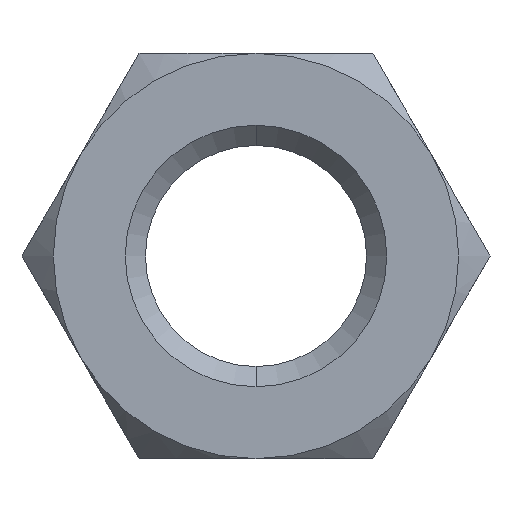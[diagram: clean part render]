
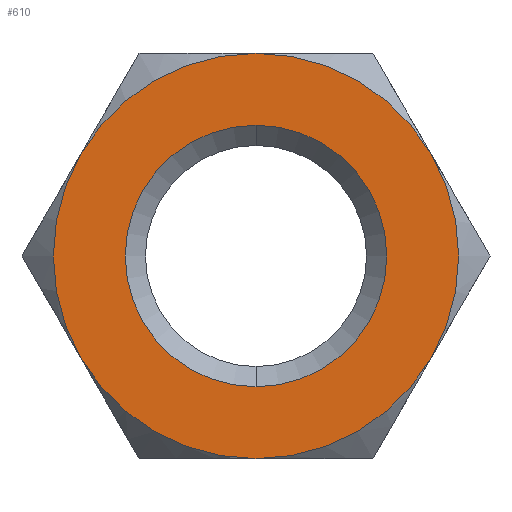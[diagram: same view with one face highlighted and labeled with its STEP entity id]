
A CAD part, front view. The second image highlights one B-rep face of the part: STEP entity #610.
In plain terms, the highlighted planar face has unit normal (0, -1, 0).
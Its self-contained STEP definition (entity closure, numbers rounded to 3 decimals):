
#17 = DIRECTION ( 'NONE',  ( 0., 0., 1. ) ) ;
#33 = CARTESIAN_POINT ( 'NONE',  ( 0., 0., 2.75 ) ) ;
#36 = EDGE_CURVE ( 'NONE', #549, #132, #526, .T. ) ;
#55 = CARTESIAN_POINT ( 'NONE',  ( 0., 0., 0. ) ) ;
#63 = EDGE_CURVE ( 'NONE', #528, #79, #498, .T. ) ;
#77 = ORIENTED_EDGE ( 'NONE', *, *, #601, .T. ) ;
#79 = VERTEX_POINT ( 'NONE', #85 ) ;
#83 = EDGE_CURVE ( 'NONE', #79, #528, #345, .T. ) ;
#85 = CARTESIAN_POINT ( 'NONE',  ( 0., 0., -1.775 ) ) ;
#94 = CARTESIAN_POINT ( 'NONE',  ( 0., 0., 0. ) ) ;
#105 = DIRECTION ( 'NONE',  ( 0., -1., 0. ) ) ;
#123 = AXIS2_PLACEMENT_3D ( 'NONE', #191, #826, #385 ) ;
#127 = DIRECTION ( 'NONE',  ( 0., -1., 0. ) ) ;
#130 = FACE_BOUND ( 'NONE', #771, .T. ) ;
#132 = VERTEX_POINT ( 'NONE', #700 ) ;
#135 = EDGE_LOOP ( 'NONE', ( #750, #697, #77, #830, #762, #259 ) ) ;
#140 = DIRECTION ( 'NONE',  ( 0., 0., -1. ) ) ;
#141 = CIRCLE ( 'NONE', #510, 2.75 ) ;
#160 = EDGE_CURVE ( 'NONE', #568, #261, #176, .T. ) ;
#162 = DIRECTION ( 'NONE',  ( 0., 1., 0. ) ) ;
#176 = CIRCLE ( 'NONE', #123, 2.75 ) ;
#181 = PLANE ( 'NONE',  #440 ) ;
#187 = VERTEX_POINT ( 'NONE', #232 ) ;
#191 = CARTESIAN_POINT ( 'NONE',  ( 0., 0., 0. ) ) ;
#228 = CARTESIAN_POINT ( 'NONE',  ( 2.382, 0., 1.375 ) ) ;
#229 = CARTESIAN_POINT ( 'NONE',  ( 0., 0., 0. ) ) ;
#232 = CARTESIAN_POINT ( 'NONE',  ( -2.382, 0., -1.375 ) ) ;
#241 = DIRECTION ( 'NONE',  ( 0., 0., -1. ) ) ;
#249 = DIRECTION ( 'NONE',  ( 0., 1., 0. ) ) ;
#259 = ORIENTED_EDGE ( 'NONE', *, *, #823, .T. ) ;
#261 = VERTEX_POINT ( 'NONE', #514 ) ;
#296 = ORIENTED_EDGE ( 'NONE', *, *, #83, .T. ) ;
#335 = CIRCLE ( 'NONE', #663, 2.75 ) ;
#343 = AXIS2_PLACEMENT_3D ( 'NONE', #623, #105, #241 ) ;
#345 = CIRCLE ( 'NONE', #631, 1.775 ) ;
#376 = CARTESIAN_POINT ( 'NONE',  ( 0., 0., -2.75 ) ) ;
#379 = CARTESIAN_POINT ( 'NONE',  ( 0., 0., 0. ) ) ;
#385 = DIRECTION ( 'NONE',  ( 0., 0., -1. ) ) ;
#396 = CARTESIAN_POINT ( 'NONE',  ( 0., 0., 0. ) ) ;
#422 = AXIS2_PLACEMENT_3D ( 'NONE', #55, #582, #576 ) ;
#424 = CIRCLE ( 'NONE', #343, 2.75 ) ;
#427 = DIRECTION ( 'NONE',  ( 0., 0., -1. ) ) ;
#440 = AXIS2_PLACEMENT_3D ( 'NONE', #379, #249, #825 ) ;
#464 = CIRCLE ( 'NONE', #422, 2.75 ) ;
#479 = VERTEX_POINT ( 'NONE', #228 ) ;
#498 = CIRCLE ( 'NONE', #688, 1.775 ) ;
#510 = AXIS2_PLACEMENT_3D ( 'NONE', #776, #531, #845 ) ;
#511 = CARTESIAN_POINT ( 'NONE',  ( 0., 0., 1.775 ) ) ;
#514 = CARTESIAN_POINT ( 'NONE',  ( 2.382, 0., -1.375 ) ) ;
#526 = CIRCLE ( 'NONE', #747, 2.75 ) ;
#528 = VERTEX_POINT ( 'NONE', #511 ) ;
#531 = DIRECTION ( 'NONE',  ( 0., -1., 0. ) ) ;
#547 = DIRECTION ( 'NONE',  ( 0., 0., 1. ) ) ;
#549 = VERTEX_POINT ( 'NONE', #33 ) ;
#568 = VERTEX_POINT ( 'NONE', #376 ) ;
#576 = DIRECTION ( 'NONE',  ( 0., 0., -1. ) ) ;
#582 = DIRECTION ( 'NONE',  ( 0., -1., 0. ) ) ;
#601 = EDGE_CURVE ( 'NONE', #132, #187, #424, .T. ) ;
#608 = DIRECTION ( 'NONE',  ( 0., -1., 0. ) ) ;
#610 = ADVANCED_FACE ( 'NONE', ( #130, #630 ), #181, .F. ) ;
#623 = CARTESIAN_POINT ( 'NONE',  ( 0., 0., 0. ) ) ;
#627 = EDGE_CURVE ( 'NONE', #187, #568, #464, .T. ) ;
#630 = FACE_OUTER_BOUND ( 'NONE', #135, .T. ) ;
#631 = AXIS2_PLACEMENT_3D ( 'NONE', #94, #162, #547 ) ;
#663 = AXIS2_PLACEMENT_3D ( 'NONE', #396, #127, #140 ) ;
#678 = CARTESIAN_POINT ( 'NONE',  ( 0., 0., 0. ) ) ;
#688 = AXIS2_PLACEMENT_3D ( 'NONE', #229, #802, #17 ) ;
#697 = ORIENTED_EDGE ( 'NONE', *, *, #36, .T. ) ;
#700 = CARTESIAN_POINT ( 'NONE',  ( -2.382, 0., 1.375 ) ) ;
#747 = AXIS2_PLACEMENT_3D ( 'NONE', #678, #608, #427 ) ;
#750 = ORIENTED_EDGE ( 'NONE', *, *, #752, .T. ) ;
#752 = EDGE_CURVE ( 'NONE', #479, #549, #141, .T. ) ;
#762 = ORIENTED_EDGE ( 'NONE', *, *, #160, .T. ) ;
#771 = EDGE_LOOP ( 'NONE', ( #296, #805 ) ) ;
#776 = CARTESIAN_POINT ( 'NONE',  ( 0., 0., 0. ) ) ;
#802 = DIRECTION ( 'NONE',  ( 0., 1., 0. ) ) ;
#805 = ORIENTED_EDGE ( 'NONE', *, *, #63, .T. ) ;
#823 = EDGE_CURVE ( 'NONE', #261, #479, #335, .T. ) ;
#825 = DIRECTION ( 'NONE',  ( 0., 0., 1. ) ) ;
#826 = DIRECTION ( 'NONE',  ( 0., -1., 0. ) ) ;
#830 = ORIENTED_EDGE ( 'NONE', *, *, #627, .T. ) ;
#845 = DIRECTION ( 'NONE',  ( 0., 0., -1. ) ) ;
